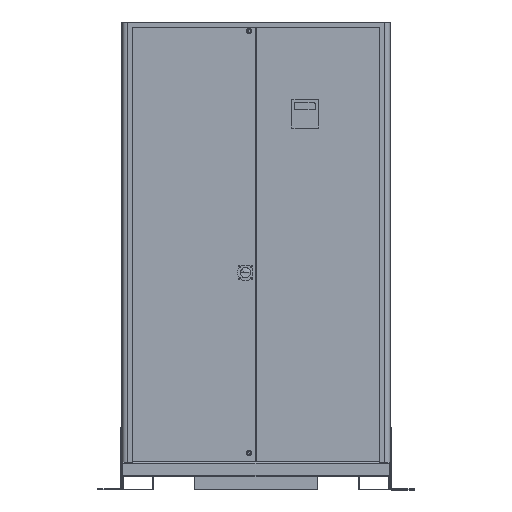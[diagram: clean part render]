
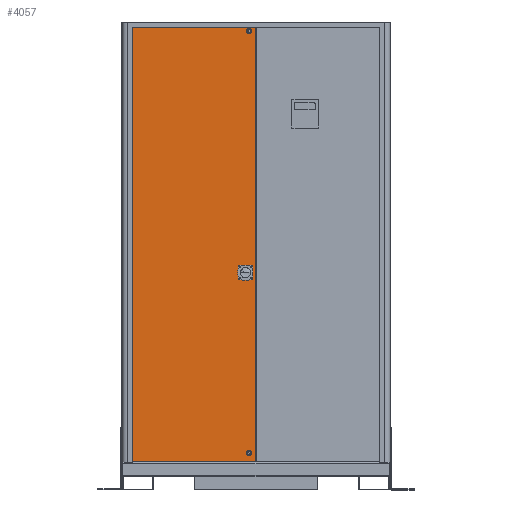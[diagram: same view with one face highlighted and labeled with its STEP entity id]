
A CAD part, top view. The second image highlights one B-rep face of the part: STEP entity #4057.
In plain terms, the highlighted planar face has unit normal (0, 0, 1).
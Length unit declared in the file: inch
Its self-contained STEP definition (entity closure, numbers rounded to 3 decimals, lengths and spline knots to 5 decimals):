
#63 = VECTOR ( 'NONE', #1355, 39.37008 ) ;
#90 = VECTOR ( 'NONE', #2425, 39.37008 ) ;
#158 = DIRECTION ( 'NONE',  ( 0., 0., 1. ) ) ;
#340 = EDGE_LOOP ( 'NONE', ( #1919, #7247 ) ) ;
#402 = AXIS2_PLACEMENT_3D ( 'NONE', #3540, #2548, #2598 ) ;
#494 = EDGE_CURVE ( 'NONE', #5151, #1565, #11832, .T. ) ;
#602 = EDGE_CURVE ( 'NONE', #9602, #2997, #5593, .T. ) ;
#816 = ORIENTED_EDGE ( 'NONE', *, *, #6680, .T. ) ;
#958 = CARTESIAN_POINT ( 'NONE',  ( -1.53125, 27.5625, 9. ) ) ;
#989 = DIRECTION ( 'NONE',  ( -1., 0., 0. ) ) ;
#1028 = VERTEX_POINT ( 'NONE', #11862 ) ;
#1118 = CARTESIAN_POINT ( 'NONE',  ( -17.9375, 63.1875, 9. ) ) ;
#1218 = AXIS2_PLACEMENT_3D ( 'NONE', #12234, #158, #2149 ) ;
#1355 = DIRECTION ( 'NONE',  ( 0., 1., 0. ) ) ;
#1565 = VERTEX_POINT ( 'NONE', #8691 ) ;
#1643 = ORIENTED_EDGE ( 'NONE', *, *, #2835, .F. ) ;
#1733 = ORIENTED_EDGE ( 'NONE', *, *, #602, .T. ) ;
#1795 = PLANE ( 'NONE',  #6493 ) ;
#1919 = ORIENTED_EDGE ( 'NONE', *, *, #2373, .F. ) ;
#1985 = DIRECTION ( 'NONE',  ( 0., 0., 1. ) ) ;
#2058 = ORIENTED_EDGE ( 'NONE', *, *, #12746, .F. ) ;
#2117 = CARTESIAN_POINT ( 'NONE',  ( -1.03125, 62.6875, 9. ) ) ;
#2149 = DIRECTION ( 'NONE',  ( 1., 0., 0. ) ) ;
#2188 = CARTESIAN_POINT ( 'NONE',  ( -1.34375, 1.375, 9. ) ) ;
#2329 = AXIS2_PLACEMENT_3D ( 'NONE', #8167, #4211, #5222 ) ;
#2373 = EDGE_CURVE ( 'NONE', #4832, #6325, #9665, .T. ) ;
#2425 = DIRECTION ( 'NONE',  ( 1., 0., 0. ) ) ;
#2426 = CARTESIAN_POINT ( 'NONE',  ( -0.65625, 27.5625, 9. ) ) ;
#2537 = EDGE_LOOP ( 'NONE', ( #6961, #2058 ) ) ;
#2548 = DIRECTION ( 'NONE',  ( 0., 0., 1. ) ) ;
#2549 = VERTEX_POINT ( 'NONE', #3664 ) ;
#2598 = DIRECTION ( 'NONE',  ( 1., 0., 0. ) ) ;
#2769 = LINE ( 'NONE', #9371, #90 ) ;
#2835 = EDGE_CURVE ( 'NONE', #2847, #6804, #7468, .T. ) ;
#2847 = VERTEX_POINT ( 'NONE', #2188 ) ;
#2899 = CARTESIAN_POINT ( 'NONE',  ( -2.26225, 26.7625, 9. ) ) ;
#2997 = VERTEX_POINT ( 'NONE', #7649 ) ;
#3104 = DIRECTION ( 'NONE',  ( 0., 0., 1. ) ) ;
#3140 = AXIS2_PLACEMENT_3D ( 'NONE', #3267, #11405, #6417 ) ;
#3234 = FACE_BOUND ( 'NONE', #12078, .T. ) ;
#3267 = CARTESIAN_POINT ( 'NONE',  ( -1.03125, 1.375, 9. ) ) ;
#3295 = CIRCLE ( 'NONE', #402, 0.069 ) ;
#3540 = CARTESIAN_POINT ( 'NONE',  ( -2.33125, 26.7625, 9. ) ) ;
#3543 = CARTESIAN_POINT ( 'NONE',  ( -0.03125, 0.0625, 9. ) ) ;
#3664 = CARTESIAN_POINT ( 'NONE',  ( -0.03125, 63.1875, 9. ) ) ;
#3835 = AXIS2_PLACEMENT_3D ( 'NONE', #958, #1985, #5939 ) ;
#4057 = ADVANCED_FACE ( 'NONE', ( #7947, #12868, #10249, #3234, #7630 ), #1795, .F. ) ;
#4101 = VECTOR ( 'NONE', #989, 39.37008 ) ;
#4106 = AXIS2_PLACEMENT_3D ( 'NONE', #2117, #3104, #12120 ) ;
#4208 = DIRECTION ( 'NONE',  ( 0., -1., 0. ) ) ;
#4211 = DIRECTION ( 'NONE',  ( 0., 0., 1. ) ) ;
#4432 = CIRCLE ( 'NONE', #3140, 0.3125 ) ;
#4460 = EDGE_CURVE ( 'NONE', #6325, #4832, #6073, .T. ) ;
#4608 = CARTESIAN_POINT ( 'NONE',  ( -0.71875, 62.6875, 9. ) ) ;
#4621 = DIRECTION ( 'NONE',  ( 0., 0., -1. ) ) ;
#4659 = CARTESIAN_POINT ( 'NONE',  ( -2.33125, 26.7625, 9. ) ) ;
#4714 = VERTEX_POINT ( 'NONE', #2426 ) ;
#4796 = CARTESIAN_POINT ( 'NONE',  ( -1.03125, 62.6875, 9. ) ) ;
#4832 = VERTEX_POINT ( 'NONE', #4608 ) ;
#4864 = VERTEX_POINT ( 'NONE', #3543 ) ;
#5075 = AXIS2_PLACEMENT_3D ( 'NONE', #4659, #11628, #5660 ) ;
#5151 = VERTEX_POINT ( 'NONE', #2899 ) ;
#5194 = CARTESIAN_POINT ( 'NONE',  ( -1.34375, 62.6875, 9. ) ) ;
#5222 = DIRECTION ( 'NONE',  ( 1., 0., 0. ) ) ;
#5593 = LINE ( 'NONE', #1118, #6711 ) ;
#5660 = DIRECTION ( 'NONE',  ( 1., 0., 0. ) ) ;
#5795 = DIRECTION ( 'NONE',  ( 1., 0., 0. ) ) ;
#5854 = ORIENTED_EDGE ( 'NONE', *, *, #7657, .F. ) ;
#5939 = DIRECTION ( 'NONE',  ( 1., 0., 0. ) ) ;
#6073 = CIRCLE ( 'NONE', #10903, 0.3125 ) ;
#6325 = VERTEX_POINT ( 'NONE', #5194 ) ;
#6329 = EDGE_CURVE ( 'NONE', #6804, #2847, #4432, .T. ) ;
#6342 = EDGE_LOOP ( 'NONE', ( #9551, #816, #1733, #8601 ) ) ;
#6417 = DIRECTION ( 'NONE',  ( 1., 0., 0. ) ) ;
#6493 = AXIS2_PLACEMENT_3D ( 'NONE', #12609, #4621, #10579 ) ;
#6641 = DIRECTION ( 'NONE',  ( 0., 0., 1. ) ) ;
#6680 = EDGE_CURVE ( 'NONE', #2549, #9602, #7255, .T. ) ;
#6711 = VECTOR ( 'NONE', #4208, 39.37008 ) ;
#6713 = ORIENTED_EDGE ( 'NONE', *, *, #6329, .F. ) ;
#6804 = VERTEX_POINT ( 'NONE', #9414 ) ;
#6961 = ORIENTED_EDGE ( 'NONE', *, *, #494, .F. ) ;
#7247 = ORIENTED_EDGE ( 'NONE', *, *, #4460, .F. ) ;
#7255 = LINE ( 'NONE', #12893, #4101 ) ;
#7371 = CARTESIAN_POINT ( 'NONE',  ( -0.03125, 63.1875, 9. ) ) ;
#7468 = CIRCLE ( 'NONE', #1218, 0.3125 ) ;
#7580 = CIRCLE ( 'NONE', #3835, 0.875 ) ;
#7630 = FACE_OUTER_BOUND ( 'NONE', #6342, .T. ) ;
#7649 = CARTESIAN_POINT ( 'NONE',  ( -17.9375, 0.0625, 9. ) ) ;
#7657 = EDGE_CURVE ( 'NONE', #1028, #4714, #11661, .T. ) ;
#7783 = EDGE_CURVE ( 'NONE', #2997, #4864, #2769, .T. ) ;
#7947 = FACE_BOUND ( 'NONE', #2537, .T. ) ;
#8167 = CARTESIAN_POINT ( 'NONE',  ( -1.53125, 27.5625, 9. ) ) ;
#8601 = ORIENTED_EDGE ( 'NONE', *, *, #7783, .T. ) ;
#8691 = CARTESIAN_POINT ( 'NONE',  ( -2.40025, 26.7625, 9. ) ) ;
#9371 = CARTESIAN_POINT ( 'NONE',  ( -0.03125, 0.0625, 9. ) ) ;
#9414 = CARTESIAN_POINT ( 'NONE',  ( -0.71875, 1.375, 9. ) ) ;
#9467 = EDGE_LOOP ( 'NONE', ( #6713, #1643 ) ) ;
#9551 = ORIENTED_EDGE ( 'NONE', *, *, #11100, .T. ) ;
#9568 = ORIENTED_EDGE ( 'NONE', *, *, #11859, .F. ) ;
#9602 = VERTEX_POINT ( 'NONE', #12664 ) ;
#9665 = CIRCLE ( 'NONE', #4106, 0.3125 ) ;
#10249 = FACE_BOUND ( 'NONE', #340, .T. ) ;
#10579 = DIRECTION ( 'NONE',  ( -1., 0., 0. ) ) ;
#10903 = AXIS2_PLACEMENT_3D ( 'NONE', #4796, #6641, #5795 ) ;
#11003 = LINE ( 'NONE', #7371, #63 ) ;
#11100 = EDGE_CURVE ( 'NONE', #4864, #2549, #11003, .T. ) ;
#11405 = DIRECTION ( 'NONE',  ( 0., 0., 1. ) ) ;
#11628 = DIRECTION ( 'NONE',  ( 0., 0., 1. ) ) ;
#11661 = CIRCLE ( 'NONE', #2329, 0.875 ) ;
#11832 = CIRCLE ( 'NONE', #5075, 0.069 ) ;
#11859 = EDGE_CURVE ( 'NONE', #4714, #1028, #7580, .T. ) ;
#11862 = CARTESIAN_POINT ( 'NONE',  ( -2.40625, 27.5625, 9. ) ) ;
#12078 = EDGE_LOOP ( 'NONE', ( #9568, #5854 ) ) ;
#12120 = DIRECTION ( 'NONE',  ( 1., 0., 0. ) ) ;
#12234 = CARTESIAN_POINT ( 'NONE',  ( -1.03125, 1.375, 9. ) ) ;
#12609 = CARTESIAN_POINT ( 'NONE',  ( 18.75, 64., 9. ) ) ;
#12664 = CARTESIAN_POINT ( 'NONE',  ( -17.9375, 63.1875, 9. ) ) ;
#12746 = EDGE_CURVE ( 'NONE', #1565, #5151, #3295, .T. ) ;
#12868 = FACE_BOUND ( 'NONE', #9467, .T. ) ;
#12893 = CARTESIAN_POINT ( 'NONE',  ( -0.03125, 63.1875, 9. ) ) ;
